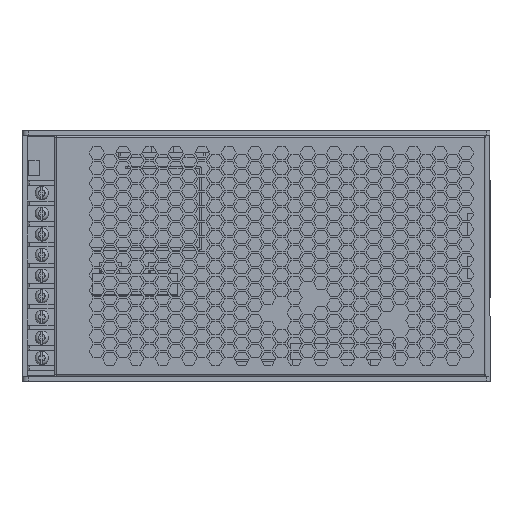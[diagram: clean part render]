
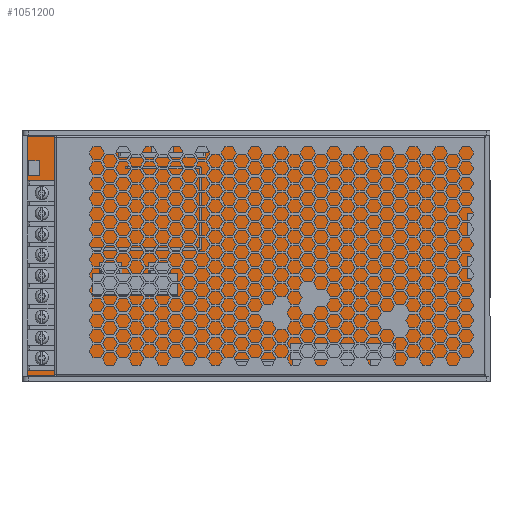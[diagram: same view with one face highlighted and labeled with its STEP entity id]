
A CAD part, top view. The second image highlights one B-rep face of the part: STEP entity #1051200.
In plain terms, the highlighted planar face has unit normal (0, 0, 1).
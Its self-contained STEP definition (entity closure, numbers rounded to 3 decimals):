
#1049210=CARTESIAN_POINT('',(254.759,276.074,
8.6));
#1049220=DIRECTION('',(0.,0.,1.));
#1049230=DIRECTION('',(1.,0.,0.));
#1049240=AXIS2_PLACEMENT_3D('',#1049210,#1049220,#1049230);
#1049250=PLANE('',#1049240);
#1049260=CARTESIAN_POINT('',(254.759,176.792,
8.6));
#1049270=DIRECTION('',(1.,0.,0.));
#1049280=VECTOR('',#1049270,1.);
#1049290=LINE('',#1049260,#1049280);
#1049300=CARTESIAN_POINT('',(75.578,176.792,
8.6));
#1049310=VERTEX_POINT('',#1049300);
#1049320=CARTESIAN_POINT('',(85.578,176.792,
8.6));
#1049330=VERTEX_POINT('',#1049320);
#1049340=EDGE_CURVE('',#1049310,#1049330,#1049290,.T.);
#1049350=ORIENTED_EDGE('',*,*,#1049340,.T.);
#1049360=CARTESIAN_POINT('',(75.578,276.074,
8.6));
#1049370=DIRECTION('',(0.,1.,0.));
#1049380=VECTOR('',#1049370,1.);
#1049390=LINE('',#1049360,#1049380);
#1049400=CARTESIAN_POINT('',(75.578,174.792,
8.6));
#1049410=VERTEX_POINT('',#1049400);
#1049420=EDGE_CURVE('',#1049410,#1049310,#1049390,.T.);
#1049430=ORIENTED_EDGE('',*,*,#1049420,.T.);
#1049440=CARTESIAN_POINT('',(254.759,174.792,
8.6));
#1049450=DIRECTION('',(1.,0.,0.));
#1049460=VECTOR('',#1049450,1.);
#1049470=LINE('',#1049440,#1049460);
#1049480=CARTESIAN_POINT('',(50.578,174.792,
8.6));
#1049490=VERTEX_POINT('',#1049480);
#1049500=EDGE_CURVE('',#1049490,#1049410,#1049470,.T.);
#1049510=ORIENTED_EDGE('',*,*,#1049500,.T.);
#1049520=CARTESIAN_POINT('',(50.578,276.074,
8.6));
#1049530=DIRECTION('',(0.,-1.,0.));
#1049540=VECTOR('',#1049530,1.);
#1049550=LINE('',#1049520,#1049540);
#1049560=CARTESIAN_POINT('',(50.578,284.792,
8.6));
#1049570=VERTEX_POINT('',#1049560);
#1049580=EDGE_CURVE('',#1049570,#1049490,#1049550,.T.);
#1049590=ORIENTED_EDGE('',*,*,#1049580,.T.);
#1049600=CARTESIAN_POINT('',(254.759,284.792,
8.6));
#1049610=DIRECTION('',(-1.,0.,0.));
#1049620=VECTOR('',#1049610,1.);
#1049630=LINE('',#1049600,#1049620);
#1049640=CARTESIAN_POINT('',(75.078,284.792,
8.6));
#1049650=VERTEX_POINT('',#1049640);
#1049660=EDGE_CURVE('',#1049650,#1049570,#1049630,.T.);
#1049670=ORIENTED_EDGE('',*,*,#1049660,.T.);
#1049680=CARTESIAN_POINT('',(75.078,276.074,
8.6));
#1049690=DIRECTION('',(0.,-1.,0.));
#1049700=VECTOR('',#1049690,1.);
#1049710=LINE('',#1049680,#1049700);
#1049720=CARTESIAN_POINT('',(75.078,281.292,
8.6));
#1049730=VERTEX_POINT('',#1049720);
#1049740=EDGE_CURVE('',#1049650,#1049730,#1049710,.T.);
#1049750=ORIENTED_EDGE('',*,*,#1049740,.F.);
#1049760=CARTESIAN_POINT('',(254.759,281.292,
8.6));
#1049770=DIRECTION('',(1.,0.,0.));
#1049780=VECTOR('',#1049770,1.);
#1049790=LINE('',#1049760,#1049780);
#1049800=CARTESIAN_POINT('',(149.078,281.292,
8.6));
#1049810=VERTEX_POINT('',#1049800);
#1049820=EDGE_CURVE('',#1049730,#1049810,#1049790,.T.);
#1049830=ORIENTED_EDGE('',*,*,#1049820,.F.);
#1049840=CARTESIAN_POINT('',(149.078,276.074,
8.6));
#1049850=DIRECTION('',(0.,1.,0.));
#1049860=VECTOR('',#1049850,1.);
#1049870=LINE('',#1049840,#1049860);
#1049880=CARTESIAN_POINT('',(149.078,284.792,
8.6));
#1049890=VERTEX_POINT('',#1049880);
#1049900=EDGE_CURVE('',#1049810,#1049890,#1049870,.T.);
#1049910=ORIENTED_EDGE('',*,*,#1049900,.F.);
#1049920=CARTESIAN_POINT('',(254.759,284.792,
8.6));
#1049930=DIRECTION('',(-1.,0.,0.));
#1049940=VECTOR('',#1049930,1.);
#1049950=LINE('',#1049920,#1049940);
#1049960=CARTESIAN_POINT('',(225.578,284.792,
8.6));
#1049970=VERTEX_POINT('',#1049960);
#1049980=EDGE_CURVE('',#1049970,#1049890,#1049950,.T.);
#1049990=ORIENTED_EDGE('',*,*,#1049980,.T.);
#1050000=CARTESIAN_POINT('',(225.578,276.074,
8.6));
#1050010=DIRECTION('',(0.,1.,0.));
#1050020=VECTOR('',#1050010,1.);
#1050030=LINE('',#1050000,#1050020);
#1050040=CARTESIAN_POINT('',(225.578,282.792,
8.6));
#1050050=VERTEX_POINT('',#1050040);
#1050060=EDGE_CURVE('',#1050050,#1049970,#1050030,.T.);
#1050070=ORIENTED_EDGE('',*,*,#1050060,.T.);
#1050080=CARTESIAN_POINT('',(254.759,282.792,
8.6));
#1050090=DIRECTION('',(-1.,0.,0.));
#1050100=VECTOR('',#1050090,1.);
#1050110=LINE('',#1050080,#1050100);
#1050120=CARTESIAN_POINT('',(235.578,282.792,
8.6));
#1050130=VERTEX_POINT('',#1050120);
#1050140=EDGE_CURVE('',#1050130,#1050050,#1050110,.T.);
#1050150=ORIENTED_EDGE('',*,*,#1050140,.T.);
#1050160=CARTESIAN_POINT('',(235.578,276.074,
8.6));
#1050170=DIRECTION('',(0.,1.,0.));
#1050180=VECTOR('',#1050170,1.);
#1050190=LINE('',#1050160,#1050180);
#1050200=CARTESIAN_POINT('',(235.578,284.792,
8.6));
#1050210=VERTEX_POINT('',#1050200);
#1050220=EDGE_CURVE('',#1050130,#1050210,#1050190,.T.);
#1050230=ORIENTED_EDGE('',*,*,#1050220,.F.);
#1050240=CARTESIAN_POINT('',(254.759,284.792,
8.6));
#1050250=DIRECTION('',(-1.,0.,0.));
#1050260=VECTOR('',#1050250,1.);
#1050270=LINE('',#1050240,#1050260);
#1050280=CARTESIAN_POINT('',(258.578,284.792,
8.6));
#1050290=VERTEX_POINT('',#1050280);
#1050300=EDGE_CURVE('',#1050290,#1050210,#1050270,.T.);
#1050310=ORIENTED_EDGE('',*,*,#1050300,.T.);
#1050320=CARTESIAN_POINT('',(258.578,276.074,
8.6));
#1050330=DIRECTION('',(0.,1.,0.));
#1050340=VECTOR('',#1050330,1.);
#1050350=LINE('',#1050320,#1050340);
#1050360=CARTESIAN_POINT('',(258.578,259.292,
8.6));
#1050370=VERTEX_POINT('',#1050360);
#1050380=EDGE_CURVE('',#1050370,#1050290,#1050350,.T.);
#1050390=ORIENTED_EDGE('',*,*,#1050380,.T.);
#1050400=CARTESIAN_POINT('',(254.759,259.292,
8.6));
#1050410=DIRECTION('',(1.,0.,0.));
#1050420=VECTOR('',#1050410,1.);
#1050430=LINE('',#1050400,#1050420);
#1050440=CARTESIAN_POINT('',(257.078,259.292,
8.6));
#1050450=VERTEX_POINT('',#1050440);
#1050460=EDGE_CURVE('',#1050450,#1050370,#1050430,.T.);
#1050470=ORIENTED_EDGE('',*,*,#1050460,.T.);
#1050480=CARTESIAN_POINT('',(257.078,276.074,
8.6));
#1050490=DIRECTION('',(0.,1.,0.));
#1050500=VECTOR('',#1050490,1.);
#1050510=LINE('',#1050480,#1050500);
#1050520=CARTESIAN_POINT('',(257.078,209.292,
8.6));
#1050530=VERTEX_POINT('',#1050520);
#1050540=EDGE_CURVE('',#1050530,#1050450,#1050510,.T.);
#1050550=ORIENTED_EDGE('',*,*,#1050540,.T.);
#1050560=CARTESIAN_POINT('',(254.759,209.292,
8.6));
#1050570=DIRECTION('',(-1.,0.,0.));
#1050580=VECTOR('',#1050570,1.);
#1050590=LINE('',#1050560,#1050580);
#1050600=CARTESIAN_POINT('',(258.578,209.292,
8.6));
#1050610=VERTEX_POINT('',#1050600);
#1050620=EDGE_CURVE('',#1050610,#1050530,#1050590,.T.);
#1050630=ORIENTED_EDGE('',*,*,#1050620,.T.);
#1050640=CARTESIAN_POINT('',(258.578,276.074,
8.6));
#1050650=DIRECTION('',(0.,1.,0.));
#1050660=VECTOR('',#1050650,1.);
#1050670=LINE('',#1050640,#1050660);
#1050680=CARTESIAN_POINT('',(258.578,174.792,
8.6));
#1050690=VERTEX_POINT('',#1050680);
#1050700=EDGE_CURVE('',#1050690,#1050610,#1050670,.T.);
#1050710=ORIENTED_EDGE('',*,*,#1050700,.T.);
#1050720=CARTESIAN_POINT('',(254.759,174.792,
8.6));
#1050730=DIRECTION('',(1.,0.,0.));
#1050740=VECTOR('',#1050730,1.);
#1050750=LINE('',#1050720,#1050740);
#1050760=CARTESIAN_POINT('',(236.078,174.792,
8.6));
#1050770=VERTEX_POINT('',#1050760);
#1050780=EDGE_CURVE('',#1050770,#1050690,#1050750,.T.);
#1050790=ORIENTED_EDGE('',*,*,#1050780,.T.);
#1050800=CARTESIAN_POINT('',(236.078,276.074,
8.6));
#1050810=DIRECTION('',(0.,1.,0.));
#1050820=VECTOR('',#1050810,1.);
#1050830=LINE('',#1050800,#1050820);
#1050840=CARTESIAN_POINT('',(236.078,178.292,
8.6));
#1050850=VERTEX_POINT('',#1050840);
#1050860=EDGE_CURVE('',#1050770,#1050850,#1050830,.T.);
#1050870=ORIENTED_EDGE('',*,*,#1050860,.F.);
#1050880=CARTESIAN_POINT('',(254.759,178.292,
8.6));
#1050890=DIRECTION('',(-1.,0.,0.));
#1050900=VECTOR('',#1050890,1.);
#1050910=LINE('',#1050880,#1050900);
#1050920=CARTESIAN_POINT('',(141.078,178.292,
8.6));
#1050930=VERTEX_POINT('',#1050920);
#1050940=EDGE_CURVE('',#1050850,#1050930,#1050910,.T.);
#1050950=ORIENTED_EDGE('',*,*,#1050940,.F.);
#1050960=CARTESIAN_POINT('',(141.078,276.074,
8.6));
#1050970=DIRECTION('',(0.,-1.,0.));
#1050980=VECTOR('',#1050970,1.);
#1050990=LINE('',#1050960,#1050980);
#1051000=CARTESIAN_POINT('',(141.078,174.792,
8.6));
#1051010=VERTEX_POINT('',#1051000);
#1051020=EDGE_CURVE('',#1050930,#1051010,#1050990,.T.);
#1051030=ORIENTED_EDGE('',*,*,#1051020,.F.);
#1051040=CARTESIAN_POINT('',(254.759,174.792,
8.6));
#1051050=DIRECTION('',(1.,0.,0.));
#1051060=VECTOR('',#1051050,1.);
#1051070=LINE('',#1051040,#1051060);
#1051080=CARTESIAN_POINT('',(85.578,174.792,
8.6));
#1051090=VERTEX_POINT('',#1051080);
#1051100=EDGE_CURVE('',#1051090,#1051010,#1051070,.T.);
#1051110=ORIENTED_EDGE('',*,*,#1051100,.T.);
#1051120=CARTESIAN_POINT('',(85.578,276.074,
8.6));
#1051130=DIRECTION('',(0.,1.,0.));
#1051140=VECTOR('',#1051130,1.);
#1051150=LINE('',#1051120,#1051140);
#1051160=EDGE_CURVE('',#1051090,#1049330,#1051150,.T.);
#1051170=ORIENTED_EDGE('',*,*,#1051160,.F.);
#1051180=EDGE_LOOP('',(#1051170,#1051110,#1051030,#1050950,#1050870,
#1050790,#1050710,#1050630,#1050550,#1050470,#1050390,#1050310,#1050230,
#1050150,#1050070,#1049990,#1049910,#1049830,#1049750,#1049670,#1049590,
#1049510,#1049430,#1049350));
#1051190=FACE_OUTER_BOUND('',#1051180,.T.);
#1051200=ADVANCED_FACE('',(#1051190),#1049250,.T.);
